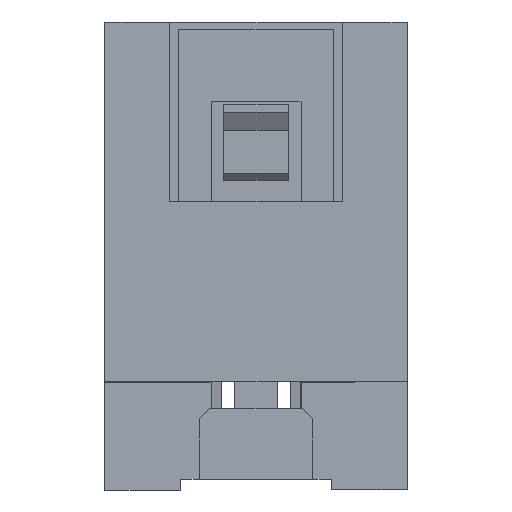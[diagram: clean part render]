
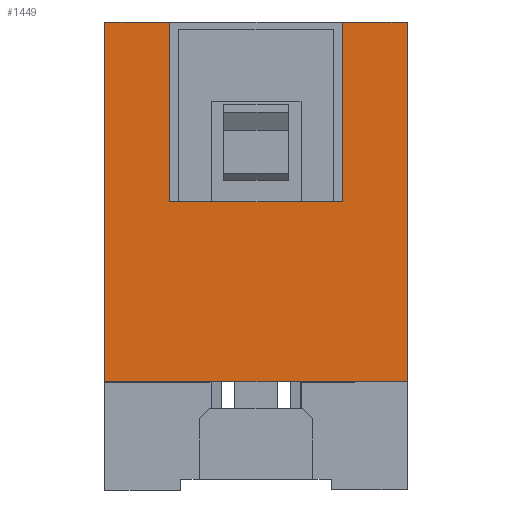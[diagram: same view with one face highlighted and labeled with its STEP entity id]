
A CAD part, left-side view. The second image highlights one B-rep face of the part: STEP entity #1449.
In plain terms, the highlighted planar face has unit normal (-1, 0, 0).
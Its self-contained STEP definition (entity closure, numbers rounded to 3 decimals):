
#1449 = ADVANCED_FACE( '', ( #2829 ), #2830, .T. );
#2829 = FACE_OUTER_BOUND( '', #4166, .T. );
#2830 = PLANE( '', #4167 );
#4166 = EDGE_LOOP( '', ( #8049, #8050, #8051, #8052, #8053, #8054, #8055, #8056 ) );
#4167 = AXIS2_PLACEMENT_3D( '', #8057, #8058, #8059 );
#8049 = ORIENTED_EDGE( '', *, *, #10078, .T. );
#8050 = ORIENTED_EDGE( '', *, *, #9968, .T. );
#8051 = ORIENTED_EDGE( '', *, *, #9711, .T. );
#8052 = ORIENTED_EDGE( '', *, *, #10079, .F. );
#8053 = ORIENTED_EDGE( '', *, *, #9097, .F. );
#8054 = ORIENTED_EDGE( '', *, *, #10080, .T. );
#8055 = ORIENTED_EDGE( '', *, *, #9715, .T. );
#8056 = ORIENTED_EDGE( '', *, *, #10081, .F. );
#8057 = CARTESIAN_POINT( '', ( -17.85, -4.2, -5. ) );
#8058 = DIRECTION( '', ( -1., 0., 0. ) );
#8059 = DIRECTION( '', ( 0., 0., 1. ) );
#9097 = EDGE_CURVE( '', #11211, #11207, #11213, .T. );
#9711 = EDGE_CURVE( '', #12128, #12129, #12130, .T. );
#9715 = EDGE_CURVE( '', #12137, #12135, #12138, .T. );
#9968 = EDGE_CURVE( '', #12442, #12128, #12443, .T. );
#10078 = EDGE_CURVE( '', #12561, #12442, #12562, .T. );
#10079 = EDGE_CURVE( '', #11207, #12129, #12563, .T. );
#10080 = EDGE_CURVE( '', #11211, #12137, #12564, .T. );
#10081 = EDGE_CURVE( '', #12561, #12135, #12565, .T. );
#11207 = VERTEX_POINT( '', #14169 );
#11211 = VERTEX_POINT( '', #14175 );
#11213 = LINE( '', #14178, #14179 );
#12128 = VERTEX_POINT( '', #15543 );
#12129 = VERTEX_POINT( '', #15544 );
#12130 = LINE( '', #15545, #15546 );
#12135 = VERTEX_POINT( '', #15553 );
#12137 = VERTEX_POINT( '', #15556 );
#12138 = LINE( '', #15557, #15558 );
#12442 = VERTEX_POINT( '', #16018 );
#12443 = LINE( '', #16019, #16020 );
#12561 = VERTEX_POINT( '', #16181 );
#12562 = LINE( '', #16182, #16183 );
#12563 = LINE( '', #16184, #16185 );
#12564 = LINE( '', #16186, #16187 );
#12565 = LINE( '', #16188, #16189 );
#14169 = CARTESIAN_POINT( '', ( -17.85, 4.2, -5. ) );
#14175 = CARTESIAN_POINT( '', ( -17.85, -4.2, -5. ) );
#14178 = CARTESIAN_POINT( '', ( -17.85, -4.2, -5. ) );
#14179 = VECTOR( '', #16829, 1000. );
#15543 = CARTESIAN_POINT( '', ( -17.85, 2.4, 5. ) );
#15544 = CARTESIAN_POINT( '', ( -17.85, 4.2, 5. ) );
#15545 = CARTESIAN_POINT( '', ( -17.85, -4.2, 5. ) );
#15546 = VECTOR( '', #17393, 1000. );
#15553 = CARTESIAN_POINT( '', ( -17.85, -2.4, 5. ) );
#15556 = CARTESIAN_POINT( '', ( -17.85, -4.2, 5. ) );
#15557 = CARTESIAN_POINT( '', ( -17.85, -4.2, 5. ) );
#15558 = VECTOR( '', #17397, 1000. );
#16018 = CARTESIAN_POINT( '', ( -17.85, 2.4, 0. ) );
#16019 = CARTESIAN_POINT( '', ( -17.85, 2.4, 0. ) );
#16020 = VECTOR( '', #17596, 1000. );
#16181 = CARTESIAN_POINT( '', ( -17.85, -2.4, 0. ) );
#16182 = CARTESIAN_POINT( '', ( -17.85, -2.4, 0. ) );
#16183 = VECTOR( '', #17652, 1000. );
#16184 = CARTESIAN_POINT( '', ( -17.85, 4.2, -5. ) );
#16185 = VECTOR( '', #17653, 1000. );
#16186 = CARTESIAN_POINT( '', ( -17.85, -4.2, -5. ) );
#16187 = VECTOR( '', #17654, 1000. );
#16188 = CARTESIAN_POINT( '', ( -17.85, -2.4, 0. ) );
#16189 = VECTOR( '', #17655, 1000. );
#16829 = DIRECTION( '', ( 0., 1., 0. ) );
#17393 = DIRECTION( '', ( 0., 1., 0. ) );
#17397 = DIRECTION( '', ( 0., 1., 0. ) );
#17596 = DIRECTION( '', ( 0., 0., 1. ) );
#17652 = DIRECTION( '', ( 0., 1., 0. ) );
#17653 = DIRECTION( '', ( 0., 0., 1. ) );
#17654 = DIRECTION( '', ( 0., 0., 1. ) );
#17655 = DIRECTION( '', ( 0., 0., 1. ) );
